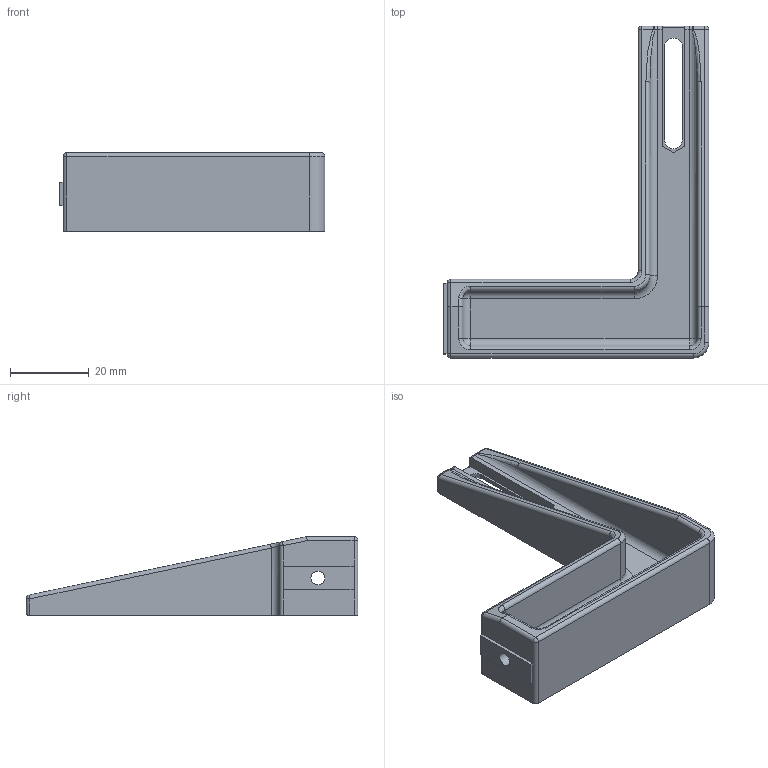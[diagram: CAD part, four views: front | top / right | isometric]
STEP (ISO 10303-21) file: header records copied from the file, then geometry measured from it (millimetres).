
FILE_DESCRIPTION(/* description */ (''),/* implementation_level */ '2;1');
FILE_NAME(/* name */ 'extension_bracket_trident.step',/* time_stamp */ '2021-11-08T10:18:20+08:00',/* author */ (''),/* organization */ (''),/* preprocessor_version */ 'ST-DEVELOPER v18.1',/* originating_system */ 'Autodesk Translation Framework v10.10.0.1391',/* authorisation */ '');
FILE_SCHEMA (('AUTOMOTIVE_DESIGN { 1 0 10303 214 3 1 1 }'));
Length unit declared in the file: millimetre
Products named in the file (1): extension_bracket(Mirror)
Bounding box: 67.5 x 84.3 x 20 mm (x, y, z)
Volume: 21008.2 mm3; surface area: 12063.7 mm2
Topology: 1 solids, 1 shells, 92 faces, 213 edges, 123 vertices
Faces by surface type: cylinder 38, plane 32, sphere 9, torus 6, bspline 5, cone 2
Full cylindrical faces by diameter (mm): 3.5 x2
Entity records: 2749 total; most frequent: CARTESIAN_POINT 565, DIRECTION 484, ORIENTED_EDGE 426, EDGE_CURVE 213, AXIS2_PLACEMENT_3D 183, VERTEX_POINT 123, LINE 118, VECTOR 118
